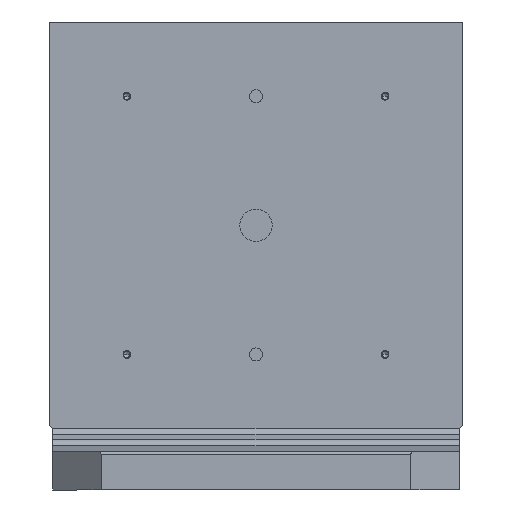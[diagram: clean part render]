
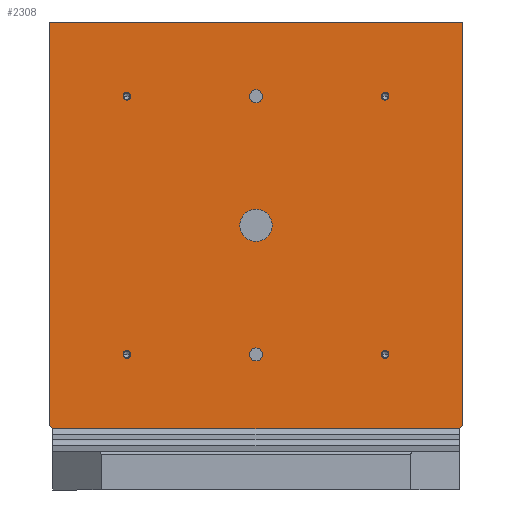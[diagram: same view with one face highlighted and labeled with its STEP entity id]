
A CAD part, front view. The second image highlights one B-rep face of the part: STEP entity #2308.
In plain terms, the highlighted planar face has unit normal (0, -1, 0).
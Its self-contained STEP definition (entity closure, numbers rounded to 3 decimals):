
#968=EDGE_CURVE('',#1458,#982,#2823,.T.);
#982=VERTEX_POINT('',#2840);
#1096=EDGE_CURVE('',#2696,#2684,#2966,.T.);
#1122=EDGE_CURVE('',#1650,#1606,#2996,.T.);
#1186=VERTEX_POINT('',#3067);
#1194=EDGE_CURVE('',#2238,#1412,#3076,.T.);
#1272=VERTEX_POINT('',#3162);
#1380=EDGE_CURVE('',#2536,#1618,#3297,.T.);
#1412=VERTEX_POINT('',#3332);
#1440=EDGE_CURVE('',#1524,#2314,#3366,.T.);
#1446=EDGE_CURVE('',#2432,#1458,#3372,.T.);
#1458=VERTEX_POINT('',#3386);
#1518=EDGE_CURVE('',#2364,#1580,#3448,.T.);
#1524=VERTEX_POINT('',#3454);
#1580=VERTEX_POINT('',#3516);
#1584=EDGE_CURVE('',#1606,#1650,#3520,.T.);
#1606=VERTEX_POINT('',#3544);
#1618=VERTEX_POINT('',#3557);
#1650=VERTEX_POINT('',#3593);
#1984=EDGE_CURVE('',#1580,#2364,#3971,.T.);
#2020=EDGE_CURVE('',#2112,#2076,#4012,.T.);
#2076=VERTEX_POINT('',#4071);
#2100=EDGE_CURVE('',#2314,#1524,#4097,.T.);
#2106=EDGE_CURVE('',#1272,#1186,#4103,.T.);
#2112=VERTEX_POINT('',#4109);
#2158=EDGE_CURVE('',#1186,#1272,#4157,.T.);
#2220=EDGE_CURVE('',#1412,#2238,#4226,.T.);
#2238=VERTEX_POINT('',#4246);
#2308=ADVANCED_FACE('',(#4324,#4325,#4326,#4327,#4328,#4329,#4330,#4331),#4332,.T.);
#2314=VERTEX_POINT('',#4340);
#2364=VERTEX_POINT('',#4397);
#2426=EDGE_CURVE('',#1618,#2432,#4462,.T.);
#2432=VERTEX_POINT('',#4468);
#2504=EDGE_CURVE('',#2076,#2112,#4553,.T.);
#2530=EDGE_CURVE('',#2568,#2536,#4581,.T.);
#2536=VERTEX_POINT('',#4587);
#2568=VERTEX_POINT('',#4627);
#2668=EDGE_CURVE('',#2684,#2696,#4736,.T.);
#2684=VERTEX_POINT('',#4753);
#2696=VERTEX_POINT('',#4766);
#2768=EDGE_CURVE('',#982,#2568,#4850,.T.);
#2823=LINE('',#4907,#4908);
#2840=CARTESIAN_POINT('',(320.0,-65.,725.0));
#2966=CIRCLE('',#5093,5.053);
#2996=CIRCLE('',#5131,5.053);
#3067=CARTESIAN_POINT('',(10.,-65.,610.0));
#3076=CIRCLE('',#5234,25.0);
#3162=CARTESIAN_POINT('',(-10.,-65.,610.0));
#3297=LINE('',#5514,#5515);
#3332=CARTESIAN_POINT('',(-25.,-65.,410.0));
#3366=CIRCLE('',#5607,10.0);
#3372=LINE('',#5615,#5616);
#3386=CARTESIAN_POINT('',(-320.0,-65.,725.0));
#3448=CIRCLE('',#5726,5.053);
#3454=CARTESIAN_POINT('',(-10.,-65.,210.0));
#3516=CARTESIAN_POINT('',(205.053,-65.0,610.0));
#3520=CIRCLE('',#5819,5.053);
#3544=CARTESIAN_POINT('',(194.947,-65.,210.0));
#3557=CARTESIAN_POINT('',(-315.0,-65.0,95.0));
#3593=CARTESIAN_POINT('',(205.053,-65.,210.0));
#3971=CIRCLE('',#6435,5.053);
#4012=CIRCLE('',#6488,5.053);
#4071=CARTESIAN_POINT('',(-205.053,-65.,610.0));
#4097=CIRCLE('',#6607,10.0);
#4103=CIRCLE('',#6616,10.0);
#4109=CARTESIAN_POINT('',(-194.947,-65.,610.0));
#4157=CIRCLE('',#6699,10.0);
#4226=CIRCLE('',#6792,25.0);
#4246=CARTESIAN_POINT('',(25.,-65.,410.0));
#4324=FACE_BOUND('',#6921,.T.);
#4325=FACE_BOUND('',#6922,.T.);
#4326=FACE_BOUND('',#6923,.T.);
#4327=FACE_BOUND('',#6924,.T.);
#4328=FACE_BOUND('',#6925,.T.);
#4329=FACE_BOUND('',#6926,.T.);
#4330=FACE_BOUND('',#6927,.T.);
#4331=FACE_OUTER_BOUND('',#6928,.T.);
#4332=PLANE('',#6929);
#4340=CARTESIAN_POINT('',(10.,-65.,210.0));
#4397=CARTESIAN_POINT('',(194.947,-65.,610.0));
#4462=LINE('',#7103,#7104);
#4468=CARTESIAN_POINT('',(-320.0,-65.,100.));
#4553=CIRCLE('',#7224,5.053);
#4581=LINE('',#7264,#7265);
#4587=CARTESIAN_POINT('',(315.0,-65.0,95.0));
#4627=CARTESIAN_POINT('',(320.0,-65.,100.0));
#4736=CIRCLE('',#7468,5.053);
#4753=CARTESIAN_POINT('',(-205.053,-65.,210.0));
#4766=CARTESIAN_POINT('',(-194.947,-65.,210.0));
#4850=LINE('',#7613,#7614);
#4907=CARTESIAN_POINT('',(320.0,-65.,725.0));
#4908=VECTOR('',#7665,1.0);
#5093=AXIS2_PLACEMENT_3D('',#7842,#7843,#7844);
#5131=AXIS2_PLACEMENT_3D('',#7886,#7887,#7888);
#5234=AXIS2_PLACEMENT_3D('',#7974,#7975,#7976);
#5514=CARTESIAN_POINT('',(315.0,-65.0,95.0));
#5515=VECTOR('',#8275,1.0);
#5607=AXIS2_PLACEMENT_3D('',#8377,#8378,#8379);
#5615=CARTESIAN_POINT('',(-320.0,-65.,725.0));
#5616=VECTOR('',#8383,1.0);
#5726=AXIS2_PLACEMENT_3D('',#8445,#8446,#8447);
#5819=AXIS2_PLACEMENT_3D('',#8520,#8521,#8522);
#6435=AXIS2_PLACEMENT_3D('',#9052,#9053,#9054);
#6488=AXIS2_PLACEMENT_3D('',#9107,#9108,#9109);
#6607=AXIS2_PLACEMENT_3D('',#9194,#9195,#9196);
#6616=AXIS2_PLACEMENT_3D('',#9198,#9199,#9200);
#6699=AXIS2_PLACEMENT_3D('',#9249,#9250,#9251);
#6792=AXIS2_PLACEMENT_3D('',#9322,#9323,#9324);
#6921=EDGE_LOOP('',(#9453,#9454));
#6922=EDGE_LOOP('',(#9455,#9456));
#6923=EDGE_LOOP('',(#9457,#9458));
#6924=EDGE_LOOP('',(#9459,#9460));
#6925=EDGE_LOOP('',(#9461,#9462));
#6926=EDGE_LOOP('',(#9463,#9464));
#6927=EDGE_LOOP('',(#9465,#9466));
#6928=EDGE_LOOP('',(#9467,#9468,#9469,#9470,#9471,#9472));
#6929=AXIS2_PLACEMENT_3D('',#9473,#9474,#9475);
#7103=CARTESIAN_POINT('',(-320.0,-65.,100.));
#7104=VECTOR('',#9626,1.0);
#7224=AXIS2_PLACEMENT_3D('',#9753,#9754,#9755);
#7264=CARTESIAN_POINT('',(315.0,-65.,95.0));
#7265=VECTOR('',#9785,1.0);
#7468=AXIS2_PLACEMENT_3D('',#9976,#9977,#9978);
#7613=CARTESIAN_POINT('',(320.0,-65.,100.0));
#7614=VECTOR('',#10098,1.0);
#7665=DIRECTION('',(1.0,0.0,0.0));
#7842=CARTESIAN_POINT('',(-200.0,-65.,210.0));
#7843=DIRECTION('',(0.0,1.0,0.0));
#7844=DIRECTION('',(1.0,0.0,0.));
#7886=CARTESIAN_POINT('',(200.0,-65.,210.0));
#7887=DIRECTION('',(0.0,1.0,0.0));
#7888=DIRECTION('',(1.0,0.0,0.));
#7974=CARTESIAN_POINT('',(0.,-65.,410.0));
#7975=DIRECTION('',(0.0,1.0,0.0));
#7976=DIRECTION('',(-1.0,0.0,0.0));
#8275=DIRECTION('',(-1.0,0.0,0.0));
#8377=CARTESIAN_POINT('',(0.,-65.,210.0));
#8378=DIRECTION('',(0.0,1.0,0.0));
#8379=DIRECTION('',(-1.0,0.0,0.0));
#8383=DIRECTION('',(0.0,0.0,1.0));
#8445=CARTESIAN_POINT('',(200.0,-65.,610.0));
#8446=DIRECTION('',(0.0,1.0,0.0));
#8447=DIRECTION('',(1.0,0.0,0.));
#8520=CARTESIAN_POINT('',(200.0,-65.,210.0));
#8521=DIRECTION('',(0.0,1.0,0.0));
#8522=DIRECTION('',(1.0,0.0,0.));
#9052=CARTESIAN_POINT('',(200.0,-65.,610.0));
#9053=DIRECTION('',(0.0,1.0,0.0));
#9054=DIRECTION('',(1.0,0.0,0.));
#9107=CARTESIAN_POINT('',(-200.0,-65.,610.0));
#9108=DIRECTION('',(0.0,1.0,0.0));
#9109=DIRECTION('',(1.0,0.0,0.));
#9194=CARTESIAN_POINT('',(0.,-65.,210.0));
#9195=DIRECTION('',(0.0,1.0,0.0));
#9196=DIRECTION('',(-1.0,0.0,0.0));
#9198=CARTESIAN_POINT('',(0.,-65.,610.0));
#9199=DIRECTION('',(0.0,1.0,0.0));
#9200=DIRECTION('',(-1.0,0.0,0.0));
#9249=CARTESIAN_POINT('',(0.,-65.,610.0));
#9250=DIRECTION('',(0.0,1.0,0.0));
#9251=DIRECTION('',(-1.0,0.0,0.0));
#9322=CARTESIAN_POINT('',(0.,-65.,410.0));
#9323=DIRECTION('',(0.0,1.0,0.0));
#9324=DIRECTION('',(-1.0,0.0,0.0));
#9453=ORIENTED_EDGE('',*,*,#2106,.T.);
#9454=ORIENTED_EDGE('',*,*,#2158,.T.);
#9455=ORIENTED_EDGE('',*,*,#2220,.T.);
#9456=ORIENTED_EDGE('',*,*,#1194,.T.);
#9457=ORIENTED_EDGE('',*,*,#1440,.T.);
#9458=ORIENTED_EDGE('',*,*,#2100,.T.);
#9459=ORIENTED_EDGE('',*,*,#1122,.T.);
#9460=ORIENTED_EDGE('',*,*,#1584,.T.);
#9461=ORIENTED_EDGE('',*,*,#1096,.T.);
#9462=ORIENTED_EDGE('',*,*,#2668,.T.);
#9463=ORIENTED_EDGE('',*,*,#2020,.T.);
#9464=ORIENTED_EDGE('',*,*,#2504,.T.);
#9465=ORIENTED_EDGE('',*,*,#1984,.T.);
#9466=ORIENTED_EDGE('',*,*,#1518,.T.);
#9467=ORIENTED_EDGE('',*,*,#2426,.F.);
#9468=ORIENTED_EDGE('',*,*,#1380,.F.);
#9469=ORIENTED_EDGE('',*,*,#2530,.F.);
#9470=ORIENTED_EDGE('',*,*,#2768,.F.);
#9471=ORIENTED_EDGE('',*,*,#968,.F.);
#9472=ORIENTED_EDGE('',*,*,#1446,.F.);
#9473=CARTESIAN_POINT('',(0.,-65.,410.732));
#9474=DIRECTION('',(0.0,-1.0,0.0));
#9475=DIRECTION('',(1.0,0.0,0.0));
#9626=DIRECTION('',(-0.707,0.0,0.707));
#9753=CARTESIAN_POINT('',(-200.0,-65.,610.0));
#9754=DIRECTION('',(0.0,1.0,0.0));
#9755=DIRECTION('',(1.0,0.0,0.));
#9785=DIRECTION('',(-0.707,0.0,-0.707));
#9976=CARTESIAN_POINT('',(-200.0,-65.,210.0));
#9977=DIRECTION('',(0.0,1.0,0.0));
#9978=DIRECTION('',(1.0,0.0,0.));
#10098=DIRECTION('',(0.0,0.0,-1.0));
